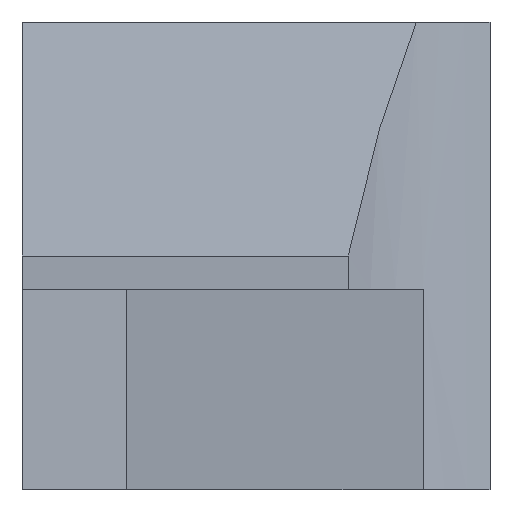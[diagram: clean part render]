
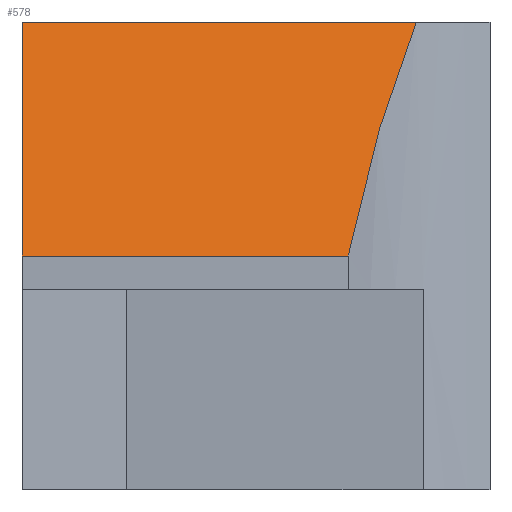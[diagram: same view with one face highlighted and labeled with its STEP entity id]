
A CAD part, left-side view. The second image highlights one B-rep face of the part: STEP entity #578.
In plain terms, the highlighted planar face has unit normal (-0.966, 0, 0.259).
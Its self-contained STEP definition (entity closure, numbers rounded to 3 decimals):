
#83 = VERTEX_POINT ( 'NONE', #760 ) ;
#86 = CARTESIAN_POINT ( 'NONE',  ( -94.631, 1.836, 1.376 ) ) ;
#88 = LINE ( 'NONE', #1373, #982 ) ;
#140 = VERTEX_POINT ( 'NONE', #400 ) ;
#160 = VECTOR ( 'NONE', #298, 1000. ) ;
#220 = ORIENTED_EDGE ( 'NONE', *, *, #560, .F. ) ;
#227 = CARTESIAN_POINT ( 'NONE',  ( -94.062, 1.103, 3.5 ) ) ;
#290 = LINE ( 'NONE', #1276, #160 ) ;
#293 = CARTESIAN_POINT ( 'NONE',  ( -94.062, 1.103, 3.5 ) ) ;
#298 = DIRECTION ( 'NONE',  ( 0.259, 0., 0.966 ) ) ;
#352 = DIRECTION ( 'NONE',  ( -0.966, 0., 0.259 ) ) ;
#361 =( BOUNDED_CURVE ( )  B_SPLINE_CURVE ( 3, ( #407, #86, #849, #293 ),
 .UNSPECIFIED., .F., .F. ) 
 B_SPLINE_CURVE_WITH_KNOTS ( ( 4, 4 ),
 ( 2.227, 2.566 ),
 .UNSPECIFIED. ) 
 CURVE ( )  GEOMETRIC_REPRESENTATION_ITEM ( )  RATIONAL_B_SPLINE_CURVE ( ( 1., 0.99, 0.99, 1. ) ) 
 REPRESENTATION_ITEM ( '' )  );
#400 = CARTESIAN_POINT ( 'NONE',  ( -95., 2.12, 0. ) ) ;
#407 = CARTESIAN_POINT ( 'NONE',  ( -95., 2.12, 0. ) ) ;
#436 = CARTESIAN_POINT ( 'NONE',  ( -95., 135.143, 0. ) ) ;
#469 = EDGE_LOOP ( 'NONE', ( #1155, #1139, #220, #526 ) ) ;
#526 = ORIENTED_EDGE ( 'NONE', *, *, #860, .F. ) ;
#546 = PLANE ( 'NONE',  #1346 ) ;
#560 = EDGE_CURVE ( 'NONE', #930, #882, #655, .T. ) ;
#578 = ADVANCED_FACE ( 'NONE', ( #1328 ), #546, .T. ) ;
#594 = VECTOR ( 'NONE', #867, 1000. ) ;
#655 = LINE ( 'NONE', #1001, #594 ) ;
#748 = CARTESIAN_POINT ( 'NONE',  ( -94.062, 7., 3.5 ) ) ;
#760 = CARTESIAN_POINT ( 'NONE',  ( -95., 7., 0. ) ) ;
#849 = CARTESIAN_POINT ( 'NONE',  ( -94.316, 1.494, 2.554 ) ) ;
#853 = EDGE_CURVE ( 'NONE', #83, #140, #88, .T. ) ;
#860 = EDGE_CURVE ( 'NONE', #83, #930, #290, .T. ) ;
#867 = DIRECTION ( 'NONE',  ( 0., -1., 0. ) ) ;
#882 = VERTEX_POINT ( 'NONE', #227 ) ;
#930 = VERTEX_POINT ( 'NONE', #748 ) ;
#982 = VECTOR ( 'NONE', #1269, 1000. ) ;
#1001 = CARTESIAN_POINT ( 'NONE',  ( -94.062, 0., 3.5 ) ) ;
#1139 = ORIENTED_EDGE ( 'NONE', *, *, #1212, .T. ) ;
#1155 = ORIENTED_EDGE ( 'NONE', *, *, #853, .T. ) ;
#1212 = EDGE_CURVE ( 'NONE', #140, #882, #361, .T. ) ;
#1269 = DIRECTION ( 'NONE',  ( 0., -1., 0. ) ) ;
#1276 = CARTESIAN_POINT ( 'NONE',  ( -89.511, 7., 20.484 ) ) ;
#1298 = DIRECTION ( 'NONE',  ( -0.259, 0., -0.966 ) ) ;
#1328 = FACE_OUTER_BOUND ( 'NONE', #469, .T. ) ;
#1346 = AXIS2_PLACEMENT_3D ( 'NONE', #436, #352, #1298 ) ;
#1373 = CARTESIAN_POINT ( 'NONE',  ( -95., 135.143, 0. ) ) ;
